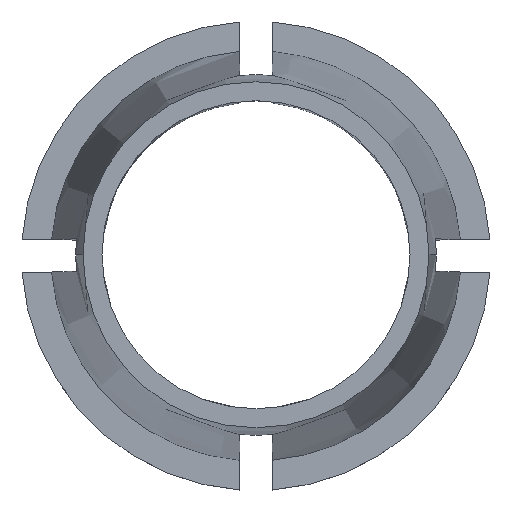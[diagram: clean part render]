
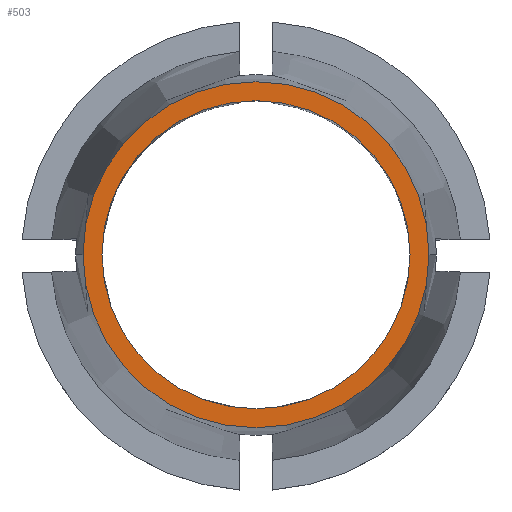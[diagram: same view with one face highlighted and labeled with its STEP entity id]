
A CAD part, top view. The second image highlights one B-rep face of the part: STEP entity #503.
In plain terms, the highlighted planar face has unit normal (0, 0, 1).
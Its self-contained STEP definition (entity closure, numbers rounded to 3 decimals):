
#65 = AXIS2_PLACEMENT_3D ( 'NONE', #161, #396, #1096 ) ;
#151 = ORIENTED_EDGE ( 'NONE', *, *, #603, .F. ) ;
#161 = CARTESIAN_POINT ( 'NONE',  ( 0., 0., 0. ) ) ;
#187 = AXIS2_PLACEMENT_3D ( 'NONE', #1281, #676, #1394 ) ;
#217 = EDGE_CURVE ( 'NONE', #385, #1110, #814, .T. ) ;
#251 = CARTESIAN_POINT ( 'NONE',  ( 4.763, 0., 0. ) ) ;
#350 = AXIS2_PLACEMENT_3D ( 'NONE', #1038, #570, #807 ) ;
#385 = VERTEX_POINT ( 'NONE', #949 ) ;
#396 = DIRECTION ( 'NONE',  ( 0., 0., 1. ) ) ;
#407 = EDGE_CURVE ( 'NONE', #1110, #385, #643, .T. ) ;
#434 = EDGE_LOOP ( 'NONE', ( #151, #802 ) ) ;
#440 = CIRCLE ( 'NONE', #350, 4.763 ) ;
#493 = AXIS2_PLACEMENT_3D ( 'NONE', #1497, #1269, #653 ) ;
#503 = ADVANCED_FACE ( 'NONE', ( #535, #1296 ), #1122, .F. ) ;
#535 = FACE_BOUND ( 'NONE', #434, .T. ) ;
#570 = DIRECTION ( 'NONE',  ( 0., 0., 1. ) ) ;
#603 = EDGE_CURVE ( 'NONE', #1083, #615, #440, .T. ) ;
#615 = VERTEX_POINT ( 'NONE', #920 ) ;
#622 = DIRECTION ( 'NONE',  ( 1., 0., 0. ) ) ;
#643 = CIRCLE ( 'NONE', #65, 5.347 ) ;
#653 = DIRECTION ( 'NONE',  ( -1., 0., 0. ) ) ;
#676 = DIRECTION ( 'NONE',  ( 0., 0., 1. ) ) ;
#728 = ORIENTED_EDGE ( 'NONE', *, *, #407, .T. ) ;
#802 = ORIENTED_EDGE ( 'NONE', *, *, #1469, .F. ) ;
#807 = DIRECTION ( 'NONE',  ( 1., 0., 0. ) ) ;
#814 = CIRCLE ( 'NONE', #187, 5.347 ) ;
#920 = CARTESIAN_POINT ( 'NONE',  ( -4.763, 0., 0. ) ) ;
#949 = CARTESIAN_POINT ( 'NONE',  ( 5.347, 0., 0. ) ) ;
#978 = DIRECTION ( 'NONE',  ( 0., 0., 1. ) ) ;
#1038 = CARTESIAN_POINT ( 'NONE',  ( 0., 0., 0. ) ) ;
#1073 = CARTESIAN_POINT ( 'NONE',  ( 0., 0., 0. ) ) ;
#1083 = VERTEX_POINT ( 'NONE', #251 ) ;
#1089 = EDGE_LOOP ( 'NONE', ( #728, #1478 ) ) ;
#1096 = DIRECTION ( 'NONE',  ( 1., 0., 0. ) ) ;
#1110 = VERTEX_POINT ( 'NONE', #1327 ) ;
#1122 = PLANE ( 'NONE',  #493 ) ;
#1269 = DIRECTION ( 'NONE',  ( 0., 0., -1. ) ) ;
#1281 = CARTESIAN_POINT ( 'NONE',  ( 0., 0., 0. ) ) ;
#1284 = AXIS2_PLACEMENT_3D ( 'NONE', #1073, #978, #622 ) ;
#1290 = CIRCLE ( 'NONE', #1284, 4.763 ) ;
#1296 = FACE_OUTER_BOUND ( 'NONE', #1089, .T. ) ;
#1327 = CARTESIAN_POINT ( 'NONE',  ( -5.347, 0., 0. ) ) ;
#1394 = DIRECTION ( 'NONE',  ( 1., 0., 0. ) ) ;
#1469 = EDGE_CURVE ( 'NONE', #615, #1083, #1290, .T. ) ;
#1478 = ORIENTED_EDGE ( 'NONE', *, *, #217, .T. ) ;
#1497 = CARTESIAN_POINT ( 'NONE',  ( 0., 0., 0. ) ) ;
